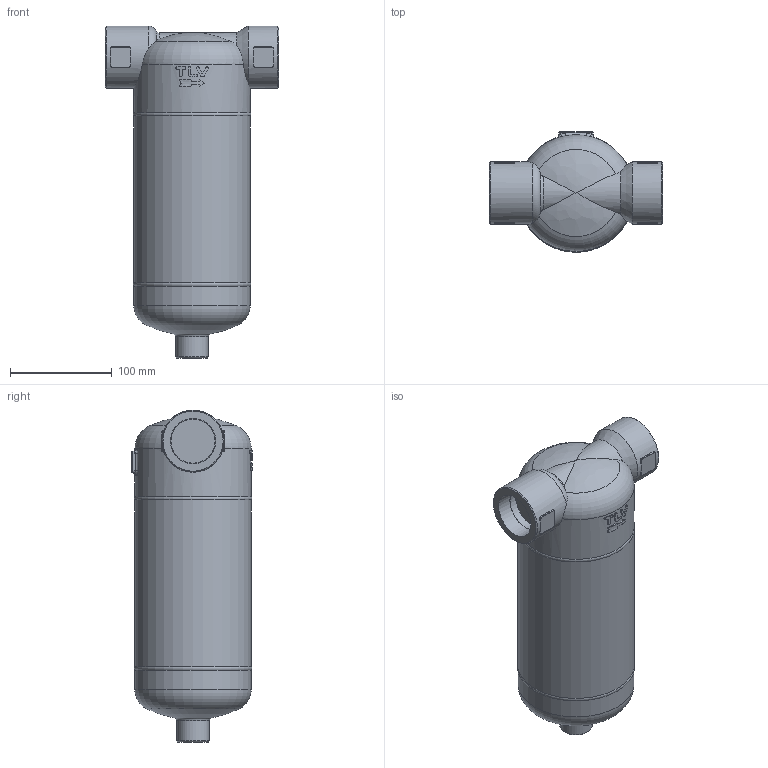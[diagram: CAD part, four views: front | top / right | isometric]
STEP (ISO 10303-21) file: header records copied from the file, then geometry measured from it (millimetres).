
FILE_DESCRIPTION((''),'2;1');
FILE_NAME('dc700-040-screw-00.stp','2009-11-24T16:37:20',('nakaot'),(''),'Autodesk Inventor 2008','Autodesk Inventor 2008','');
FILE_SCHEMA(('AUTOMOTIVE_DESIGN { 1 0 10303 214 1 1 1 1 }'));
Length unit declared in the file: millimetre
Products named in the file (1): dc700-040-screw-00
Bounding box: 170 x 118 x 325.5 mm (x, y, z)
Volume: 3006315.6 mm3; surface area: 139939.2 mm2
Topology: 1 solids, 1 shells, 208 faces, 509 edges, 301 vertices
Faces by surface type: cylinder 73, bspline 57, plane 49, torus 24, cone 4, sphere 1
Full cylindrical faces by diameter (mm): 32 x1, 61 x2, 114 x2, 114.3 x1
Entity records: 8718 total; most frequent: CARTESIAN_POINT 4222, ORIENTED_EDGE 926, DIRECTION 904, EDGE_CURVE 463, AXIS2_PLACEMENT_3D 373, VERTEX_POINT 292, EDGE_LOOP 243, FACE_OUTER_BOUND 208
